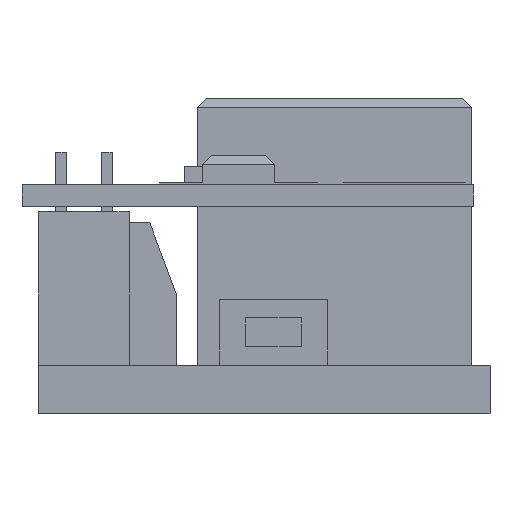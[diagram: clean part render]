
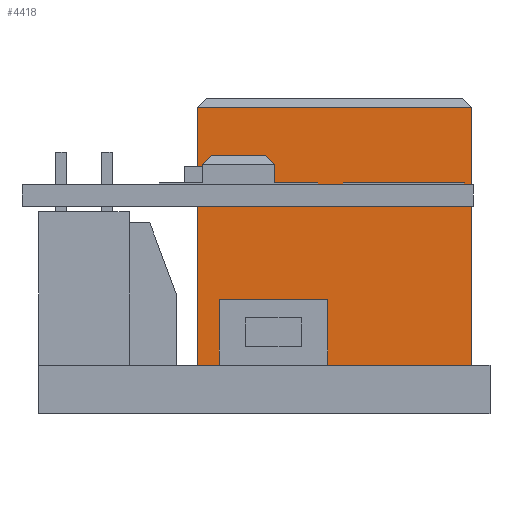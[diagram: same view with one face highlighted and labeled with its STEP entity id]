
A CAD part, front view. The second image highlights one B-rep face of the part: STEP entity #4418.
In plain terms, the highlighted planar face has unit normal (0, -1, 0).
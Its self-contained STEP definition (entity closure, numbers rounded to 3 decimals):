
#250=FACE_OUTER_BOUND('',#510,.T.);
#510=EDGE_LOOP('',(#3505,#3506,#3507,#3508));
#981=LINE('',#6692,#1572);
#983=LINE('',#6696,#1574);
#984=LINE('',#6698,#1575);
#985=LINE('',#6699,#1576);
#1572=VECTOR('',#5471,10.);
#1574=VECTOR('',#5475,10.);
#1575=VECTOR('',#5476,10.);
#1576=VECTOR('',#5477,10.);
#2045=VERTEX_POINT('',#6676);
#2049=VERTEX_POINT('',#6688);
#2050=VERTEX_POINT('',#6695);
#2051=VERTEX_POINT('',#6697);
#2561=EDGE_CURVE('',#2045,#2049,#981,.T.);
#2563=EDGE_CURVE('',#2050,#2045,#983,.T.);
#2564=EDGE_CURVE('',#2050,#2051,#984,.T.);
#2565=EDGE_CURVE('',#2051,#2049,#985,.T.);
#3505=ORIENTED_EDGE('',*,*,#2561,.F.);
#3506=ORIENTED_EDGE('',*,*,#2563,.F.);
#3507=ORIENTED_EDGE('',*,*,#2564,.T.);
#3508=ORIENTED_EDGE('',*,*,#2565,.T.);
#4166=PLANE('',#4709);
#4418=ADVANCED_FACE('',(#250),#4166,.T.);
#4709=AXIS2_PLACEMENT_3D('',#6694,#5473,#5474);
#5471=DIRECTION('',(1.,0.,0.));
#5473=DIRECTION('center_axis',(0.,-1.,0.));
#5474=DIRECTION('ref_axis',(1.,0.,0.));
#5475=DIRECTION('',(0.,0.,1.));
#5476=DIRECTION('',(1.,0.,0.));
#5477=DIRECTION('',(0.,0.,1.));
#6676=CARTESIAN_POINT('',(8.8,17.8,17.));
#6688=CARTESIAN_POINT('',(24.,17.8,17.));
#6692=CARTESIAN_POINT('',(12.6,17.8,17.));
#6694=CARTESIAN_POINT('Origin',(8.8,17.8,2.7));
#6695=CARTESIAN_POINT('',(8.8,17.8,2.7));
#6696=CARTESIAN_POINT('',(8.8,17.8,2.7));
#6697=CARTESIAN_POINT('',(24.,17.8,2.7));
#6698=CARTESIAN_POINT('',(8.8,17.8,2.7));
#6699=CARTESIAN_POINT('',(24.,17.8,2.7));
